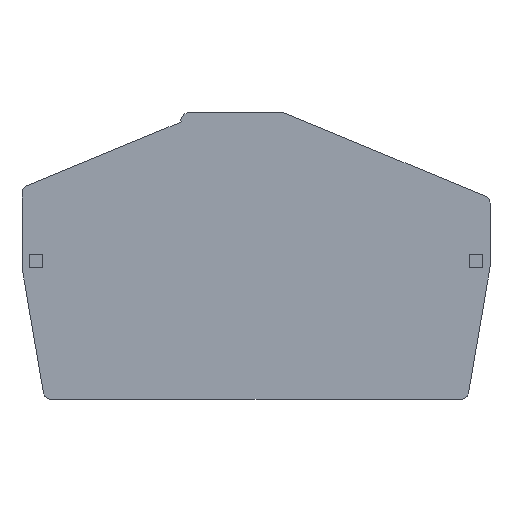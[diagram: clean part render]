
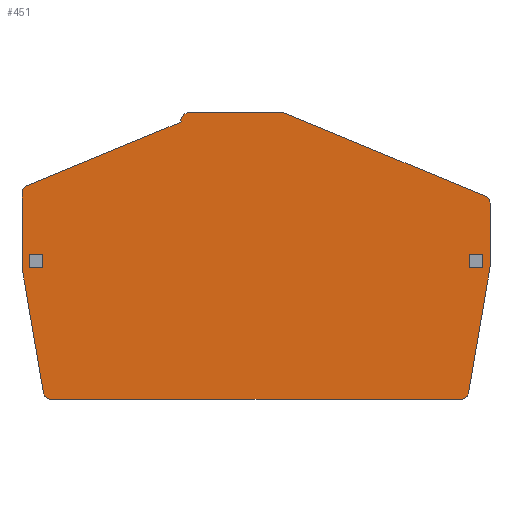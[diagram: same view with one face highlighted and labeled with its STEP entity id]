
A CAD part, left-side view. The second image highlights one B-rep face of the part: STEP entity #451.
In plain terms, the highlighted planar face has unit normal (-1, 0, 0).
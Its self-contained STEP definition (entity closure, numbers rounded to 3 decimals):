
#307=AXIS2_PLACEMENT_3D('Plane Axis2P3D',#304,#305,#306) ;
#311=AXIS2_PLACEMENT_3D('Circle Axis2P3D',#309,#310,$) ;
#327=AXIS2_PLACEMENT_3D('Circle Axis2P3D',#325,#326,$) ;
#341=AXIS2_PLACEMENT_3D('Circle Axis2P3D',#339,#340,$) ;
#355=AXIS2_PLACEMENT_3D('Circle Axis2P3D',#353,#354,$) ;
#369=AXIS2_PLACEMENT_3D('Circle Axis2P3D',#367,#368,$) ;
#383=AXIS2_PLACEMENT_3D('Circle Axis2P3D',#381,#382,$) ;
#397=AXIS2_PLACEMENT_3D('Circle Axis2P3D',#395,#396,$) ;
#411=AXIS2_PLACEMENT_3D('Circle Axis2P3D',#409,#410,$) ;
#77=CARTESIAN_POINT('Line Origine',(2.4,59.55,17.254)) ;
#81=CARTESIAN_POINT('Vertex',(2.4,58.666,17.254)) ;
#83=CARTESIAN_POINT('Vertex',(2.4,60.434,17.254)) ;
#112=CARTESIAN_POINT('Vertex',(2.4,58.666,19.022)) ;
#115=CARTESIAN_POINT('Line Origine',(2.4,58.666,18.138)) ;
#136=CARTESIAN_POINT('Vertex',(2.4,60.434,19.022)) ;
#139=CARTESIAN_POINT('Line Origine',(2.4,59.55,19.022)) ;
#156=CARTESIAN_POINT('Line Origine',(2.4,60.434,18.138)) ;
#217=CARTESIAN_POINT('Vertex',(2.4,2.734,19.022)) ;
#224=CARTESIAN_POINT('Vertex',(2.4,0.966,19.022)) ;
#227=CARTESIAN_POINT('Line Origine',(2.4,1.85,19.022)) ;
#244=CARTESIAN_POINT('Line Origine',(2.4,2.734,18.138)) ;
#248=CARTESIAN_POINT('Vertex',(2.4,2.734,17.254)) ;
#268=CARTESIAN_POINT('Line Origine',(2.4,1.85,17.254)) ;
#272=CARTESIAN_POINT('Vertex',(2.4,0.966,17.254)) ;
#292=CARTESIAN_POINT('Line Origine',(2.4,0.966,18.138)) ;
#304=CARTESIAN_POINT('Axis2P3D Location',(2.4,32.325,-0.8)) ;
#309=CARTESIAN_POINT('Axis2P3D Location',(2.4,57.609,1.)) ;
#313=CARTESIAN_POINT('Vertex',(2.4,58.595,0.832)) ;
#315=CARTESIAN_POINT('Vertex',(2.4,57.609,0.)) ;
#318=CARTESIAN_POINT('Line Origine',(2.4,30.7,0.)) ;
#322=CARTESIAN_POINT('Vertex',(2.4,3.791,0.)) ;
#325=CARTESIAN_POINT('Axis2P3D Location',(2.4,3.791,1.)) ;
#329=CARTESIAN_POINT('Vertex',(2.4,2.805,0.832)) ;
#332=CARTESIAN_POINT('Line Origine',(2.4,1.41,9.023)) ;
#336=CARTESIAN_POINT('Vertex',(2.4,0.014,17.213)) ;
#339=CARTESIAN_POINT('Axis2P3D Location',(2.4,1.,17.381)) ;
#343=CARTESIAN_POINT('Vertex',(2.4,0.,17.381)) ;
#346=CARTESIAN_POINT('Line Origine',(2.4,0.,21.542)) ;
#350=CARTESIAN_POINT('Vertex',(2.4,0.,25.703)) ;
#353=CARTESIAN_POINT('Axis2P3D Location',(2.4,1.,25.703)) ;
#357=CARTESIAN_POINT('Vertex',(2.4,0.617,26.627)) ;
#360=CARTESIAN_POINT('Line Origine',(2.4,13.719,32.054)) ;
#364=CARTESIAN_POINT('Vertex',(2.4,26.821,37.481)) ;
#367=CARTESIAN_POINT('Axis2P3D Location',(2.4,27.203,36.557)) ;
#371=CARTESIAN_POINT('Vertex',(2.4,27.203,37.557)) ;
#374=CARTESIAN_POINT('Line Origine',(2.4,33.38,37.557)) ;
#378=CARTESIAN_POINT('Vertex',(2.4,39.556,37.557)) ;
#381=CARTESIAN_POINT('Axis2P3D Location',(2.4,39.556,36.557)) ;
#385=CARTESIAN_POINT('Vertex',(2.4,40.537,36.359)) ;
#388=CARTESIAN_POINT('Line Origine',(2.4,50.66,32.166)) ;
#392=CARTESIAN_POINT('Vertex',(2.4,60.783,27.973)) ;
#395=CARTESIAN_POINT('Axis2P3D Location',(2.4,60.4,27.049)) ;
#399=CARTESIAN_POINT('Vertex',(2.4,61.4,27.049)) ;
#402=CARTESIAN_POINT('Line Origine',(2.4,61.4,22.215)) ;
#406=CARTESIAN_POINT('Vertex',(2.4,61.4,17.381)) ;
#409=CARTESIAN_POINT('Axis2P3D Location',(2.4,60.4,17.381)) ;
#413=CARTESIAN_POINT('Vertex',(2.4,61.386,17.213)) ;
#416=CARTESIAN_POINT('Line Origine',(2.4,59.99,9.023)) ;
#78=DIRECTION('Vector Direction',(0.,1.,0.)) ;
#116=DIRECTION('Vector Direction',(0.,0.,1.)) ;
#140=DIRECTION('Vector Direction',(0.,1.,0.)) ;
#157=DIRECTION('Vector Direction',(0.,0.,1.)) ;
#228=DIRECTION('Vector Direction',(0.,1.,0.)) ;
#245=DIRECTION('Vector Direction',(0.,0.,1.)) ;
#269=DIRECTION('Vector Direction',(0.,1.,0.)) ;
#293=DIRECTION('Vector Direction',(0.,0.,1.)) ;
#305=DIRECTION('Axis2P3D Direction',(-1.,0.,0.)) ;
#306=DIRECTION('Axis2P3D XDirection',(0.,-1.,0.)) ;
#310=DIRECTION('Axis2P3D Direction',(-1.,0.,0.)) ;
#319=DIRECTION('Vector Direction',(0.,1.,0.)) ;
#326=DIRECTION('Axis2P3D Direction',(-1.,0.,0.)) ;
#333=DIRECTION('Vector Direction',(0.,0.168,-0.986)) ;
#340=DIRECTION('Axis2P3D Direction',(-1.,0.,0.)) ;
#347=DIRECTION('Vector Direction',(0.,0.,1.)) ;
#354=DIRECTION('Axis2P3D Direction',(-1.,0.,0.)) ;
#361=DIRECTION('Vector Direction',(0.,0.924,0.383)) ;
#368=DIRECTION('Axis2P3D Direction',(-1.,0.,0.)) ;
#375=DIRECTION('Vector Direction',(0.,1.,0.)) ;
#382=DIRECTION('Axis2P3D Direction',(-1.,0.,0.)) ;
#389=DIRECTION('Vector Direction',(0.,0.924,-0.383)) ;
#396=DIRECTION('Axis2P3D Direction',(-1.,0.,0.)) ;
#403=DIRECTION('Vector Direction',(0.,0.,1.)) ;
#410=DIRECTION('Axis2P3D Direction',(-1.,0.,0.)) ;
#417=DIRECTION('Vector Direction',(0.,0.168,0.986)) ;
#79=VECTOR('Line Direction',#78,1.) ;
#117=VECTOR('Line Direction',#116,1.) ;
#141=VECTOR('Line Direction',#140,1.) ;
#158=VECTOR('Line Direction',#157,1.) ;
#229=VECTOR('Line Direction',#228,1.) ;
#246=VECTOR('Line Direction',#245,1.) ;
#270=VECTOR('Line Direction',#269,1.) ;
#294=VECTOR('Line Direction',#293,1.) ;
#320=VECTOR('Line Direction',#319,1.) ;
#334=VECTOR('Line Direction',#333,1.) ;
#348=VECTOR('Line Direction',#347,1.) ;
#362=VECTOR('Line Direction',#361,1.) ;
#376=VECTOR('Line Direction',#375,1.) ;
#390=VECTOR('Line Direction',#389,1.) ;
#404=VECTOR('Line Direction',#403,1.) ;
#418=VECTOR('Line Direction',#417,1.) ;
#422=ORIENTED_EDGE('',*,*,#317,.T.) ;
#423=ORIENTED_EDGE('',*,*,#324,.T.) ;
#424=ORIENTED_EDGE('',*,*,#331,.T.) ;
#425=ORIENTED_EDGE('',*,*,#338,.T.) ;
#426=ORIENTED_EDGE('',*,*,#345,.T.) ;
#427=ORIENTED_EDGE('',*,*,#352,.T.) ;
#428=ORIENTED_EDGE('',*,*,#359,.T.) ;
#429=ORIENTED_EDGE('',*,*,#366,.T.) ;
#430=ORIENTED_EDGE('',*,*,#373,.T.) ;
#431=ORIENTED_EDGE('',*,*,#380,.T.) ;
#432=ORIENTED_EDGE('',*,*,#387,.T.) ;
#433=ORIENTED_EDGE('',*,*,#394,.T.) ;
#434=ORIENTED_EDGE('',*,*,#401,.T.) ;
#435=ORIENTED_EDGE('',*,*,#408,.T.) ;
#436=ORIENTED_EDGE('',*,*,#415,.T.) ;
#437=ORIENTED_EDGE('',*,*,#420,.T.) ;
#440=ORIENTED_EDGE('',*,*,#274,.T.) ;
#441=ORIENTED_EDGE('',*,*,#250,.T.) ;
#442=ORIENTED_EDGE('',*,*,#231,.F.) ;
#443=ORIENTED_EDGE('',*,*,#296,.F.) ;
#446=ORIENTED_EDGE('',*,*,#143,.F.) ;
#447=ORIENTED_EDGE('',*,*,#119,.F.) ;
#448=ORIENTED_EDGE('',*,*,#85,.T.) ;
#449=ORIENTED_EDGE('',*,*,#160,.T.) ;
#444=FACE_BOUND('',#439,.T.) ;
#450=FACE_BOUND('',#445,.T.) ;
#451=ADVANCED_FACE('ZAP',(#438,#444,#450),#308,.T.) ;
#312=CIRCLE('generated circle',#311,1.) ;
#328=CIRCLE('generated circle',#327,1.) ;
#342=CIRCLE('generated circle',#341,1.) ;
#356=CIRCLE('generated circle',#355,1.) ;
#370=CIRCLE('generated circle',#369,1.) ;
#384=CIRCLE('generated circle',#383,1.) ;
#398=CIRCLE('generated circle',#397,1.) ;
#412=CIRCLE('generated circle',#411,1.) ;
#85=EDGE_CURVE('',#82,#84,#80,.T.) ;
#119=EDGE_CURVE('',#82,#113,#118,.T.) ;
#143=EDGE_CURVE('',#113,#137,#142,.T.) ;
#160=EDGE_CURVE('',#84,#137,#159,.T.) ;
#231=EDGE_CURVE('',#225,#218,#230,.T.) ;
#250=EDGE_CURVE('',#249,#218,#247,.T.) ;
#274=EDGE_CURVE('',#273,#249,#271,.T.) ;
#296=EDGE_CURVE('',#273,#225,#295,.T.) ;
#317=EDGE_CURVE('',#314,#316,#312,.T.) ;
#324=EDGE_CURVE('',#316,#323,#321,.F.) ;
#331=EDGE_CURVE('',#323,#330,#328,.T.) ;
#338=EDGE_CURVE('',#330,#337,#335,.F.) ;
#345=EDGE_CURVE('',#337,#344,#342,.T.) ;
#352=EDGE_CURVE('',#344,#351,#349,.T.) ;
#359=EDGE_CURVE('',#351,#358,#356,.T.) ;
#366=EDGE_CURVE('',#358,#365,#363,.T.) ;
#373=EDGE_CURVE('',#365,#372,#370,.T.) ;
#380=EDGE_CURVE('',#372,#379,#377,.T.) ;
#387=EDGE_CURVE('',#379,#386,#384,.T.) ;
#394=EDGE_CURVE('',#386,#393,#391,.T.) ;
#401=EDGE_CURVE('',#393,#400,#398,.T.) ;
#408=EDGE_CURVE('',#400,#407,#405,.F.) ;
#415=EDGE_CURVE('',#407,#414,#412,.T.) ;
#420=EDGE_CURVE('',#414,#314,#419,.F.) ;
#421=EDGE_LOOP('',(#422,#423,#424,#425,#426,#427,#428,#429,#430,#431,#432,#433,#434,#435,#436,#437)) ;
#439=EDGE_LOOP('',(#440,#441,#442,#443)) ;
#445=EDGE_LOOP('',(#446,#447,#448,#449)) ;
#438=FACE_OUTER_BOUND('',#421,.T.) ;
#80=LINE('Line',#77,#79) ;
#118=LINE('Line',#115,#117) ;
#142=LINE('Line',#139,#141) ;
#159=LINE('Line',#156,#158) ;
#230=LINE('Line',#227,#229) ;
#247=LINE('Line',#244,#246) ;
#271=LINE('Line',#268,#270) ;
#295=LINE('Line',#292,#294) ;
#321=LINE('Line',#318,#320) ;
#335=LINE('Line',#332,#334) ;
#349=LINE('Line',#346,#348) ;
#363=LINE('Line',#360,#362) ;
#377=LINE('Line',#374,#376) ;
#391=LINE('Line',#388,#390) ;
#405=LINE('Line',#402,#404) ;
#419=LINE('Line',#416,#418) ;
#308=PLANE('',#307) ;
#82=VERTEX_POINT('',#81) ;
#84=VERTEX_POINT('',#83) ;
#113=VERTEX_POINT('',#112) ;
#137=VERTEX_POINT('',#136) ;
#218=VERTEX_POINT('',#217) ;
#225=VERTEX_POINT('',#224) ;
#249=VERTEX_POINT('',#248) ;
#273=VERTEX_POINT('',#272) ;
#314=VERTEX_POINT('',#313) ;
#316=VERTEX_POINT('',#315) ;
#323=VERTEX_POINT('',#322) ;
#330=VERTEX_POINT('',#329) ;
#337=VERTEX_POINT('',#336) ;
#344=VERTEX_POINT('',#343) ;
#351=VERTEX_POINT('',#350) ;
#358=VERTEX_POINT('',#357) ;
#365=VERTEX_POINT('',#364) ;
#372=VERTEX_POINT('',#371) ;
#379=VERTEX_POINT('',#378) ;
#386=VERTEX_POINT('',#385) ;
#393=VERTEX_POINT('',#392) ;
#400=VERTEX_POINT('',#399) ;
#407=VERTEX_POINT('',#406) ;
#414=VERTEX_POINT('',#413) ;
